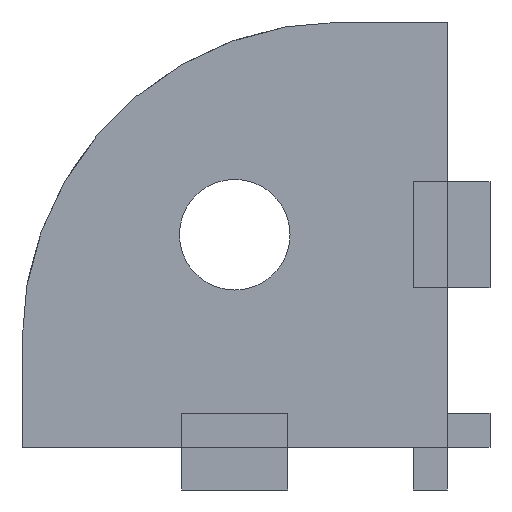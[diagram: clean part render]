
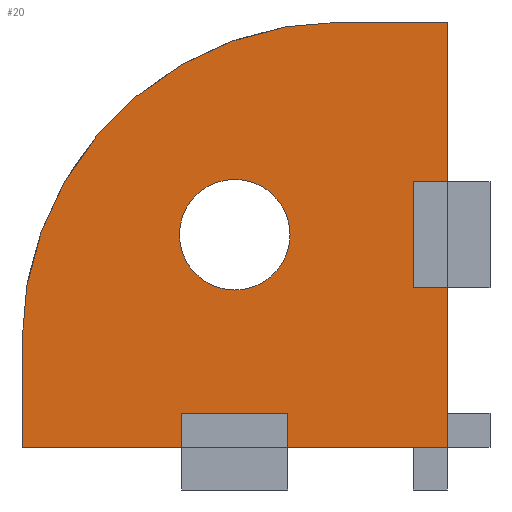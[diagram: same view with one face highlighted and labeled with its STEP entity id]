
A CAD part, left-side view. The second image highlights one B-rep face of the part: STEP entity #20.
In plain terms, the highlighted planar face has unit normal (-1, 0, 0).
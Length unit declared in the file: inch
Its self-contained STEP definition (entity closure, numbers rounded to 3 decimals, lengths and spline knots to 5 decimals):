
#5 = ORIENTED_EDGE ( 'NONE', *, *, #1556, .F. ) ;
#20 = ADVANCED_FACE ( 'NONE', ( #355, #356 ), #357, .T. ) ;
#21 = ORIENTED_EDGE ( 'NONE', *, *, #96, .T. ) ;
#36 = VERTEX_POINT ( 'NONE', #497 ) ;
#48 = EDGE_CURVE ( 'NONE', #134, #36, #610, .T. ) ;
#51 = EDGE_CURVE ( 'NONE', #223, #1487, #625, .T. ) ;
#71 = EDGE_CURVE ( 'NONE', #86, #2143, #746, .T. ) ;
#86 = VERTEX_POINT ( 'NONE', #878 ) ;
#96 = EDGE_CURVE ( 'NONE', #86, #134, #985, .T. ) ;
#134 = VERTEX_POINT ( 'NONE', #1444 ) ;
#146 = EDGE_CURVE ( 'NONE', #192, #991, #1540, .T. ) ;
#169 = EDGE_CURVE ( 'NONE', #192, #359, #1757, .T. ) ;
#184 = ORIENTED_EDGE ( 'NONE', *, *, #2112, .T. ) ;
#192 = VERTEX_POINT ( 'NONE', #1892 ) ;
#223 = VERTEX_POINT ( 'NONE', #541 ) ;
#225 = EDGE_CURVE ( 'NONE', #2050, #2065, #544, .T. ) ;
#242 = VERTEX_POINT ( 'NONE', #700 ) ;
#250 = ORIENTED_EDGE ( 'NONE', *, *, #225, .T. ) ;
#261 = EDGE_CURVE ( 'NONE', #242, #2234, #831, .T. ) ;
#282 = EDGE_CURVE ( 'NONE', #2234, #1348, #997, .T. ) ;
#285 = EDGE_CURVE ( 'NONE', #2143, #1115, #1025, .T. ) ;
#298 = EDGE_CURVE ( 'NONE', #242, #991, #1106, .T. ) ;
#303 = ORIENTED_EDGE ( 'NONE', *, *, #261, .F. ) ;
#312 = CARTESIAN_POINT ( 'NONE',  ( 0., 0.08, -0.625 ) ) ;
#323 = EDGE_LOOP ( 'NONE', ( #250, #184 ) ) ;
#346 = CARTESIAN_POINT ( 'NONE',  ( 0., 0.625, -1. ) ) ;
#355 = FACE_BOUND ( 'NONE', #323, .T. ) ;
#356 = FACE_OUTER_BOUND ( 'NONE', #2136, .T. ) ;
#357 = PLANE ( 'NONE',  #358 ) ;
#358 = AXIS2_PLACEMENT_3D ( 'NONE', #363, #364, #365 ) ;
#359 = VERTEX_POINT ( 'NONE', #1251 ) ;
#363 = CARTESIAN_POINT ( 'NONE',  ( 0., 0., -1. ) ) ;
#364 = DIRECTION ( 'NONE',  ( -1., 0., 0. ) ) ;
#365 = DIRECTION ( 'NONE',  ( 0., 0., 1. ) ) ;
#374 = LINE ( 'NONE', #375, #376 ) ;
#375 = CARTESIAN_POINT ( 'NONE',  ( 0., 0., -0.625 ) ) ;
#376 = VECTOR ( 'NONE', #377, 39.37008 ) ;
#377 = DIRECTION ( 'NONE',  ( 0., -1., 0. ) ) ;
#378 = LINE ( 'NONE', #385, #386 ) ;
#385 = CARTESIAN_POINT ( 'NONE',  ( 0., 0.625, -1. ) ) ;
#386 = VECTOR ( 'NONE', #387, 39.37008 ) ;
#387 = DIRECTION ( 'NONE',  ( 0., 0., -1. ) ) ;
#477 = ORIENTED_EDGE ( 'NONE', *, *, #282, .F. ) ;
#497 = CARTESIAN_POINT ( 'NONE',  ( 0., 0., -0.625 ) ) ;
#520 = ORIENTED_EDGE ( 'NONE', *, *, #285, .F. ) ;
#541 = CARTESIAN_POINT ( 'NONE',  ( 0., 1., -1. ) ) ;
#544 = CIRCLE ( 'NONE', #545, 0.13 ) ;
#545 = AXIS2_PLACEMENT_3D ( 'NONE', #546, #547, #548 ) ;
#546 = CARTESIAN_POINT ( 'NONE',  ( 0., 0.5, -0.5 ) ) ;
#547 = DIRECTION ( 'NONE',  ( 1., 0., 0. ) ) ;
#548 = DIRECTION ( 'NONE',  ( 0., 0., -1. ) ) ;
#610 = LINE ( 'NONE', #613, #614 ) ;
#613 = CARTESIAN_POINT ( 'NONE',  ( 0., 0., -1. ) ) ;
#614 = VECTOR ( 'NONE', #615, 39.37008 ) ;
#615 = DIRECTION ( 'NONE',  ( 0., 0., 1. ) ) ;
#625 = LINE ( 'NONE', #626, #627 ) ;
#626 = CARTESIAN_POINT ( 'NONE',  ( 0., 0., -1. ) ) ;
#627 = VECTOR ( 'NONE', #628, 39.37008 ) ;
#628 = DIRECTION ( 'NONE',  ( 0., -1., 0. ) ) ;
#648 = ORIENTED_EDGE ( 'NONE', *, *, #298, .T. ) ;
#686 = ORIENTED_EDGE ( 'NONE', *, *, #2237, .F. ) ;
#700 = CARTESIAN_POINT ( 'NONE',  ( 0., 0., -0.375 ) ) ;
#746 = LINE ( 'NONE', #747, #748 ) ;
#747 = CARTESIAN_POINT ( 'NONE',  ( 0., 0.375, -1. ) ) ;
#748 = VECTOR ( 'NONE', #749, 39.37008 ) ;
#749 = DIRECTION ( 'NONE',  ( 0., 0., 1. ) ) ;
#830 = CARTESIAN_POINT ( 'NONE',  ( 0., 0.08, -0.375 ) ) ;
#831 = LINE ( 'NONE', #832, #833 ) ;
#832 = CARTESIAN_POINT ( 'NONE',  ( 0., 0., -0.375 ) ) ;
#833 = VECTOR ( 'NONE', #834, 39.37008 ) ;
#834 = DIRECTION ( 'NONE',  ( 0., 1., 0. ) ) ;
#841 = CARTESIAN_POINT ( 'NONE',  ( 0., 0.5, -0.63 ) ) ;
#842 = LINE ( 'NONE', #843, #844 ) ;
#843 = CARTESIAN_POINT ( 'NONE',  ( 0., 1., -1. ) ) ;
#844 = VECTOR ( 'NONE', #845, 39.37008 ) ;
#845 = DIRECTION ( 'NONE',  ( 0., 0., 1. ) ) ;
#878 = CARTESIAN_POINT ( 'NONE',  ( 0., 0.375, -1. ) ) ;
#985 = LINE ( 'NONE', #986, #995 ) ;
#986 = CARTESIAN_POINT ( 'NONE',  ( 0., 0., -1. ) ) ;
#991 = VERTEX_POINT ( 'NONE', #1710 ) ;
#995 = VECTOR ( 'NONE', #996, 39.37008 ) ;
#996 = DIRECTION ( 'NONE',  ( 0., -1., 0. ) ) ;
#997 = LINE ( 'NONE', #998, #999 ) ;
#998 = CARTESIAN_POINT ( 'NONE',  ( 0., 0.08, -0.625 ) ) ;
#999 = VECTOR ( 'NONE', #1000, 39.37008 ) ;
#1000 = DIRECTION ( 'NONE',  ( 0., 0., -1. ) ) ;
#1024 = CARTESIAN_POINT ( 'NONE',  ( 0., 0.5, -0.37 ) ) ;
#1025 = LINE ( 'NONE', #1026, #1027 ) ;
#1026 = CARTESIAN_POINT ( 'NONE',  ( 0., 0.625, -0.92 ) ) ;
#1027 = VECTOR ( 'NONE', #1028, 39.37008 ) ;
#1028 = DIRECTION ( 'NONE',  ( 0., 1., 0. ) ) ;
#1106 = LINE ( 'NONE', #1107, #1108 ) ;
#1107 = CARTESIAN_POINT ( 'NONE',  ( 0., 0., -1. ) ) ;
#1108 = VECTOR ( 'NONE', #1109, 39.37008 ) ;
#1109 = DIRECTION ( 'NONE',  ( 0., 0., 1. ) ) ;
#1115 = VERTEX_POINT ( 'NONE', #1782 ) ;
#1116 = ORIENTED_EDGE ( 'NONE', *, *, #48, .T. ) ;
#1251 = CARTESIAN_POINT ( 'NONE',  ( 0., 1., -0.75 ) ) ;
#1348 = VERTEX_POINT ( 'NONE', #312 ) ;
#1444 = CARTESIAN_POINT ( 'NONE',  ( 0., 0., -1. ) ) ;
#1487 = VERTEX_POINT ( 'NONE', #346 ) ;
#1531 = CIRCLE ( 'NONE', #1532, 0.13 ) ;
#1532 = AXIS2_PLACEMENT_3D ( 'NONE', #1533, #1534, #1535 ) ;
#1533 = CARTESIAN_POINT ( 'NONE',  ( 0., 0.5, -0.5 ) ) ;
#1534 = DIRECTION ( 'NONE',  ( 1., 0., 0. ) ) ;
#1535 = DIRECTION ( 'NONE',  ( 0., 0., -1. ) ) ;
#1540 = LINE ( 'NONE', #1541, #1542 ) ;
#1541 = CARTESIAN_POINT ( 'NONE',  ( 0., 0., 0. ) ) ;
#1542 = VECTOR ( 'NONE', #1543, 39.37008 ) ;
#1543 = DIRECTION ( 'NONE',  ( 0., -1., 0. ) ) ;
#1555 = ORIENTED_EDGE ( 'NONE', *, *, #146, .F. ) ;
#1556 = EDGE_CURVE ( 'NONE', #1348, #36, #374, .T. ) ;
#1710 = CARTESIAN_POINT ( 'NONE',  ( 0., 0., 0. ) ) ;
#1757 = CIRCLE ( 'NONE', #1758, 0.75 ) ;
#1758 = AXIS2_PLACEMENT_3D ( 'NONE', #1759, #1760, #1761 ) ;
#1759 = CARTESIAN_POINT ( 'NONE',  ( 0., 0.25, -0.75 ) ) ;
#1760 = DIRECTION ( 'NONE',  ( -1., 0., 0. ) ) ;
#1761 = DIRECTION ( 'NONE',  ( 0., 0., 1. ) ) ;
#1782 = CARTESIAN_POINT ( 'NONE',  ( 0., 0.625, -0.92 ) ) ;
#1787 = CARTESIAN_POINT ( 'NONE',  ( 0., 0.375, -0.92 ) ) ;
#1892 = CARTESIAN_POINT ( 'NONE',  ( 0., 0.25, 0. ) ) ;
#2050 = VERTEX_POINT ( 'NONE', #841 ) ;
#2065 = VERTEX_POINT ( 'NONE', #1024 ) ;
#2103 = ORIENTED_EDGE ( 'NONE', *, *, #71, .F. ) ;
#2112 = EDGE_CURVE ( 'NONE', #2065, #2050, #1531, .T. ) ;
#2136 = EDGE_LOOP ( 'NONE', ( #1555, #2159, #686, #2215, #2187, #520, #2103, #21, #1116, #5, #477, #303, #648 ) ) ;
#2143 = VERTEX_POINT ( 'NONE', #1787 ) ;
#2159 = ORIENTED_EDGE ( 'NONE', *, *, #169, .T. ) ;
#2177 = EDGE_CURVE ( 'NONE', #1115, #1487, #378, .T. ) ;
#2187 = ORIENTED_EDGE ( 'NONE', *, *, #2177, .F. ) ;
#2215 = ORIENTED_EDGE ( 'NONE', *, *, #51, .T. ) ;
#2234 = VERTEX_POINT ( 'NONE', #830 ) ;
#2237 = EDGE_CURVE ( 'NONE', #223, #359, #842, .T. ) ;
